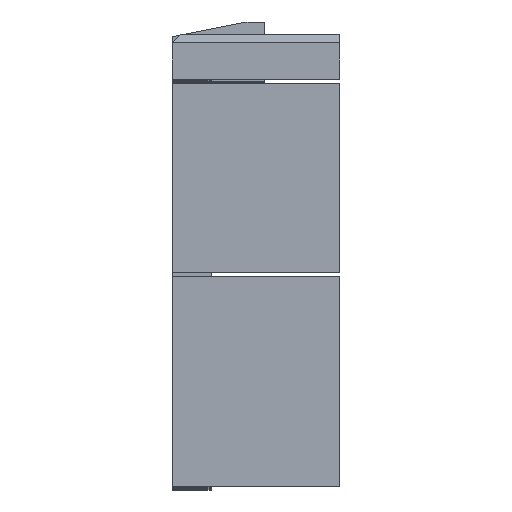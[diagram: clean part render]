
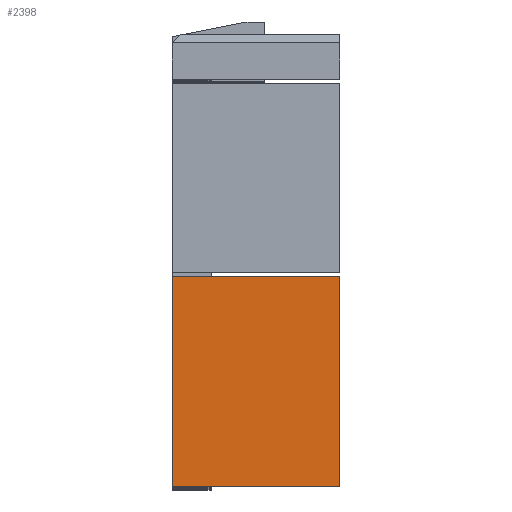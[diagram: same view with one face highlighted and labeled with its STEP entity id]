
A CAD part, top view. The second image highlights one B-rep face of the part: STEP entity #2398.
In plain terms, the highlighted planar face has unit normal (0, 0, 1).
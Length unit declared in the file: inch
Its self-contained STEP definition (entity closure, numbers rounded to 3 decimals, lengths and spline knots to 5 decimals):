
#206=FACE_OUTER_BOUND('',#355,.T.);
#355=EDGE_LOOP('',(#2094,#2095,#2096,#2097));
#656=LINE('',#3838,#964);
#657=LINE('',#3841,#965);
#663=LINE('',#3852,#971);
#664=LINE('',#3854,#972);
#964=VECTOR('',#3174,0.3937);
#965=VECTOR('',#3177,0.3937);
#971=VECTOR('',#3187,0.3937);
#972=VECTOR('',#3190,0.3937);
#1171=VERTEX_POINT('',#3832);
#1173=VERTEX_POINT('',#3836);
#1174=VERTEX_POINT('',#3840);
#1177=VERTEX_POINT('',#3850);
#1477=EDGE_CURVE('',#1171,#1173,#656,.T.);
#1478=EDGE_CURVE('',#1174,#1171,#657,.T.);
#1484=EDGE_CURVE('',#1177,#1173,#663,.T.);
#1485=EDGE_CURVE('',#1177,#1174,#664,.T.);
#2094=ORIENTED_EDGE('',*,*,#1477,.T.);
#2095=ORIENTED_EDGE('',*,*,#1484,.F.);
#2096=ORIENTED_EDGE('',*,*,#1485,.T.);
#2097=ORIENTED_EDGE('',*,*,#1478,.T.);
#2249=PLANE('',#2583);
#2398=ADVANCED_FACE('',(#206),#2249,.T.);
#2583=AXIS2_PLACEMENT_3D('',#3853,#3188,#3189);
#3174=DIRECTION('',(-1.,0.,0.));
#3177=DIRECTION('',(0.,1.,0.));
#3187=DIRECTION('',(0.,1.,0.));
#3188=DIRECTION('center_axis',(0.,0.,1.));
#3189=DIRECTION('ref_axis',(1.,0.,0.));
#3190=DIRECTION('',(1.,0.,0.));
#3832=CARTESIAN_POINT('',(6.,12.125,-102.375));
#3836=CARTESIAN_POINT('',(-9.625,12.125,-102.375));
#3838=CARTESIAN_POINT('',(146.1875,12.125,-102.375));
#3840=CARTESIAN_POINT('',(6.,-7.5,-102.375));
#3841=CARTESIAN_POINT('',(6.,0.,-102.375));
#3850=CARTESIAN_POINT('',(-9.625,-7.5,-102.375));
#3852=CARTESIAN_POINT('',(-9.625,0.,-102.375));
#3853=CARTESIAN_POINT('Origin',(-9.625,0.,-102.375));
#3854=CARTESIAN_POINT('',(76.09375,-7.5,-102.375));
